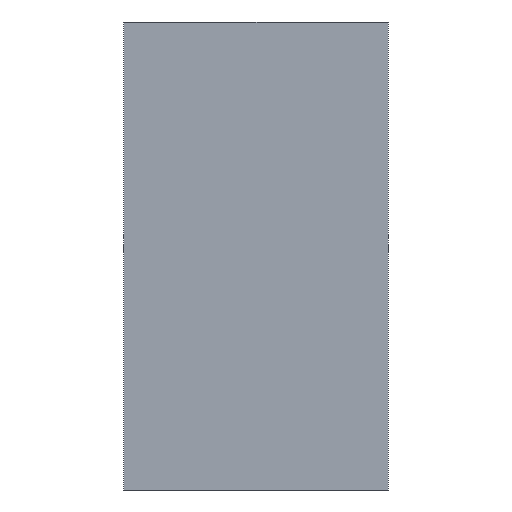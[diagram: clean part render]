
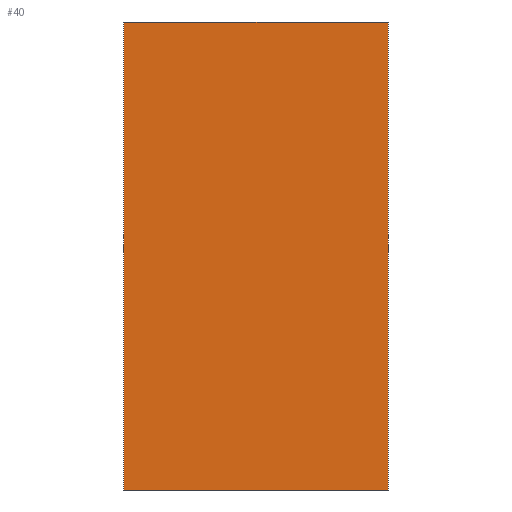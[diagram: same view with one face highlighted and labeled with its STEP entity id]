
A CAD part, left-side view. The second image highlights one B-rep face of the part: STEP entity #40.
In plain terms, the highlighted planar face has unit normal (-1, 0, 0).
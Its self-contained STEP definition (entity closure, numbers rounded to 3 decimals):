
#40 = ADVANCED_FACE( '', ( #79 ), #80, .F. );
#79 = FACE_OUTER_BOUND( '', #116, .T. );
#80 = PLANE( '', #117 );
#116 = EDGE_LOOP( '', ( #161, #162, #163, #164 ) );
#117 = AXIS2_PLACEMENT_3D( '', #165, #166, #167 );
#161 = ORIENTED_EDGE( '', *, *, #213, .T. );
#162 = ORIENTED_EDGE( '', *, *, #200, .F. );
#163 = ORIENTED_EDGE( '', *, *, #214, .F. );
#164 = ORIENTED_EDGE( '', *, *, #203, .T. );
#165 = CARTESIAN_POINT( '', ( -198., 21.5, 76. ) );
#166 = DIRECTION( '', ( 1., 0., 0. ) );
#167 = DIRECTION( '', ( 0., 0., -1. ) );
#200 = EDGE_CURVE( '', #226, #221, #228, .T. );
#203 = EDGE_CURVE( '', #233, #231, #234, .T. );
#213 = EDGE_CURVE( '', #231, #221, #249, .T. );
#214 = EDGE_CURVE( '', #233, #226, #250, .T. );
#221 = VERTEX_POINT( '', #257 );
#226 = VERTEX_POINT( '', #264 );
#228 = LINE( '', #267, #268 );
#231 = VERTEX_POINT( '', #271 );
#233 = VERTEX_POINT( '', #274 );
#234 = LINE( '', #275, #276 );
#249 = LINE( '', #293, #294 );
#250 = LINE( '', #295, #296 );
#257 = CARTESIAN_POINT( '', ( -198., -21.5, 0. ) );
#264 = CARTESIAN_POINT( '', ( -198., -21.5, 76. ) );
#267 = CARTESIAN_POINT( '', ( -198., -21.5, 76. ) );
#268 = VECTOR( '', #307, 1000. );
#271 = CARTESIAN_POINT( '', ( -198., 21.5, 0. ) );
#274 = CARTESIAN_POINT( '', ( -198., 21.5, 76. ) );
#275 = CARTESIAN_POINT( '', ( -198., 21.5, 76. ) );
#276 = VECTOR( '', #309, 1000. );
#293 = CARTESIAN_POINT( '', ( -198., 21.5, 0. ) );
#294 = VECTOR( '', #324, 1000. );
#295 = CARTESIAN_POINT( '', ( -198., 21.5, 76. ) );
#296 = VECTOR( '', #325, 1000. );
#307 = DIRECTION( '', ( 0., 0., -1. ) );
#309 = DIRECTION( '', ( 0., 0., -1. ) );
#324 = DIRECTION( '', ( 0., -1., 0. ) );
#325 = DIRECTION( '', ( 0., -1., 0. ) );
